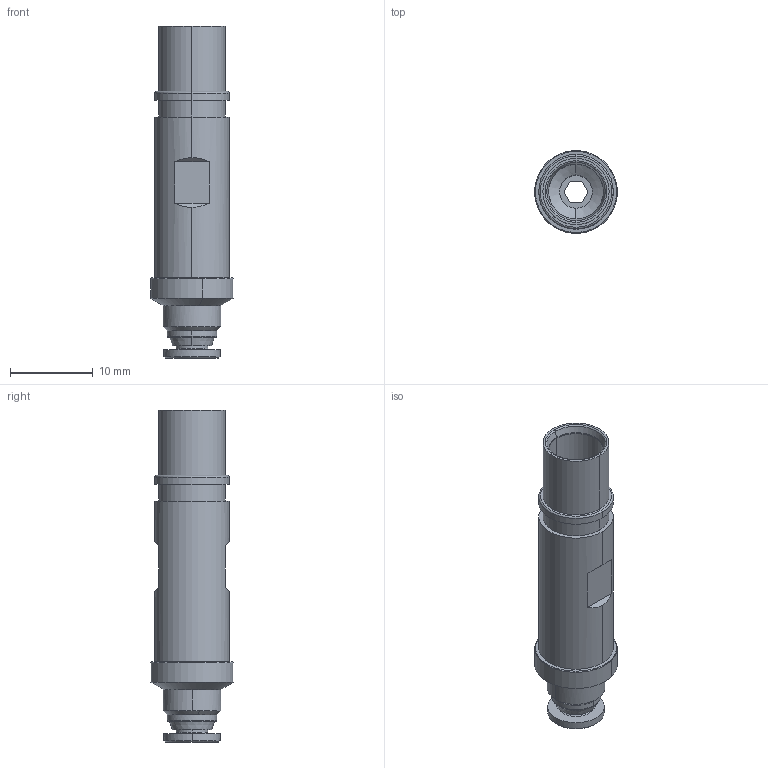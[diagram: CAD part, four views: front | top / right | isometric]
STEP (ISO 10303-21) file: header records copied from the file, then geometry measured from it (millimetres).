
FILE_DESCRIPTION(('Creo Elements/Direct Modeling STEP Export'),'2;1');
FILE_NAME('0ln7uvk5btlp30r2516','2021-07-27T11:36:24',(''),(''),'Creo Elements/Direct Modeling STEP processor for AP214 (Solid Model)','Creo Elements/Direct Modeling 20.1B 02-Apr-2019 (C) Parametric Technology GmbH','');
FILE_SCHEMA(('AUTOMOTIVE_DESIGN { 1 0 10303 214 1 1 1 1 }'));
Length unit declared in the file: millimetre
Products named in the file (2): CX_3.0_MPQF
Assembly tree (1 placements, depth 2):
  CX_3.0_MPQF
    CX_3.0_MPQF
Bounding box: 9.96 x 9.96 x 40.1 mm (x, y, z)
Volume: 1587 mm3; surface area: 1770.7 mm2
Topology: 1 solids, 1 shells, 73 faces, 180 edges, 118 vertices
Faces by surface type: cylinder 24, plane 23, cone 16, torus 10
Entity records: 2523 total; most frequent: ORIENTED_EDGE 360, DIRECTION 312, CARTESIAN_POINT 307, EDGE_CURVE 180, AXIS2_PLACEMENT_3D 123, VERTEX_POINT 118, EDGE_LOOP 84, COLOUR_RGB 74
